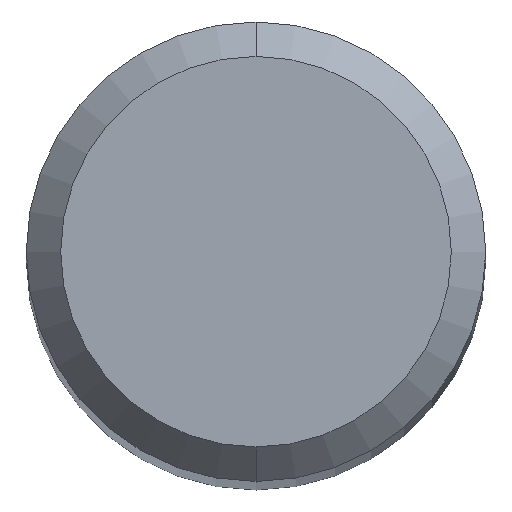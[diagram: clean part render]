
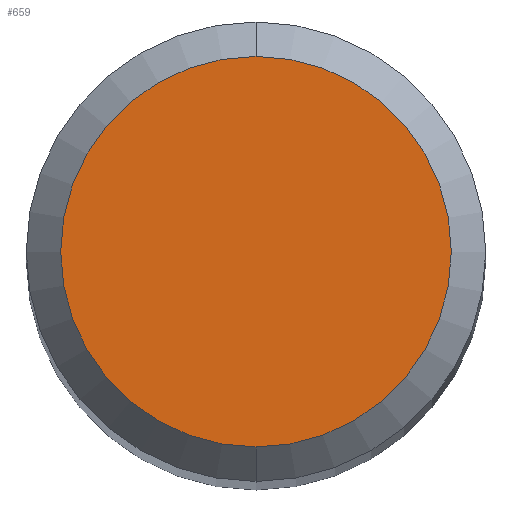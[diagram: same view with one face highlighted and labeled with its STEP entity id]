
A CAD part, top view. The second image highlights one B-rep face of the part: STEP entity #659.
In plain terms, the highlighted planar face has unit normal (0, 0, 1).
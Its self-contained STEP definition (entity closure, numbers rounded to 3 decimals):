
#659=ADVANCED_FACE('',(#1369),#1370,.T.);
#667=EDGE_CURVE('',#891,#951,#1379,.T.);
#891=VERTEX_POINT('',#1624);
#951=VERTEX_POINT('',#1687);
#1001=EDGE_CURVE('',#951,#891,#1739,.T.);
#1369=FACE_OUTER_BOUND('',#3323,.T.);
#1370=PLANE('',#3324);
#1379=CIRCLE('',#3337,1.7);
#1624=CARTESIAN_POINT('',(0.,-1.7,0.0));
#1687=CARTESIAN_POINT('',(0.0,1.7,0.0));
#1739=CIRCLE('',#4889,1.7);
#3323=EDGE_LOOP('',(#5337,#5338));
#3324=AXIS2_PLACEMENT_3D('',#5339,#5340,#5341);
#3337=AXIS2_PLACEMENT_3D('',#5354,#5355,#5356);
#4889=AXIS2_PLACEMENT_3D('',#5645,#5646,#5647);
#5337=ORIENTED_EDGE('',*,*,#1001,.F.);
#5338=ORIENTED_EDGE('',*,*,#667,.F.);
#5339=CARTESIAN_POINT('',(0.0,0.85,0.0));
#5340=DIRECTION('',(-0.0,0.0,1.0));
#5341=DIRECTION('',(0.0,-1.0,0.0));
#5354=CARTESIAN_POINT('',(0.0,0.0,0.0));
#5355=DIRECTION('',(0.0,0.0,-1.0));
#5356=DIRECTION('',(0.0,1.0,0.0));
#5645=CARTESIAN_POINT('',(0.0,0.0,0.0));
#5646=DIRECTION('',(0.0,0.0,-1.0));
#5647=DIRECTION('',(0.0,1.0,0.0));
